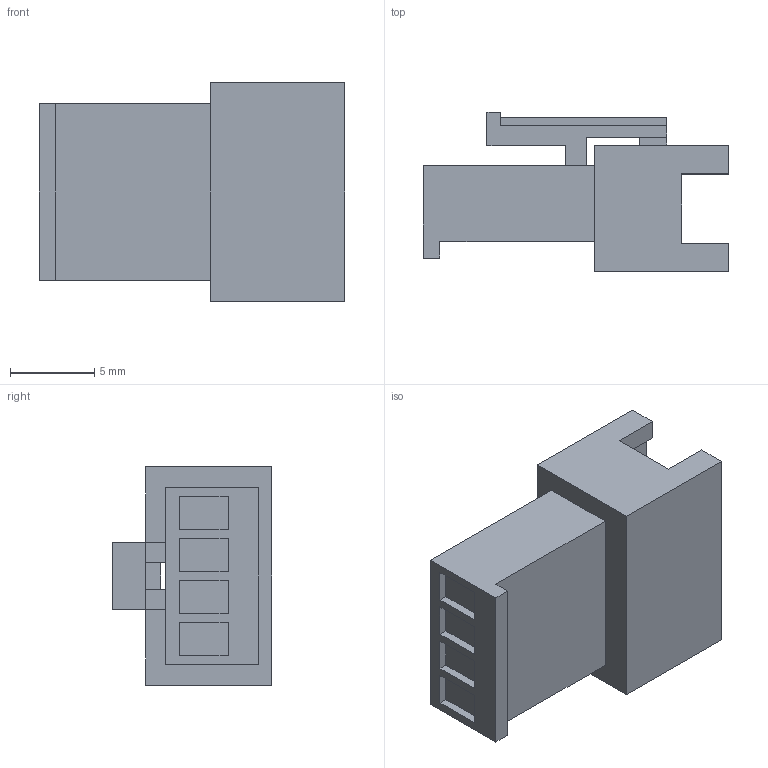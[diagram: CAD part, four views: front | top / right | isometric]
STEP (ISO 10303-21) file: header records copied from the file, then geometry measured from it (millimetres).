
FILE_DESCRIPTION (( 'STEP AP203' ), '1' );
FILE_NAME ('SMR-04V-B.STEP', '2013-01-28T05:47:45', ( '8g-kikuta' ), ( 'Microsoft' ), 'SwSTEP 2.0', 'SolidWorks 2005235', '' );
FILE_SCHEMA (( 'CONFIG_CONTROL_DESIGN' ));
Length unit declared in the file: millimetre
Products named in the file (1): SMR-04V-B
Bounding box: 18.2 x 9.5 x 13 mm (x, y, z)
Volume: 880.1 mm3; surface area: 1160.2 mm2
Topology: 1 solids, 1 shells, 75 faces, 205 edges, 136 vertices
Faces by surface type: plane 75
Entity records: 2404 total; most frequent: CARTESIAN_POINT 417, ORIENTED_EDGE 410, DIRECTION 357, EDGE_CURVE 205, VECTOR 205, LINE 205, VERTEX_POINT 136, EDGE_LOOP 81
